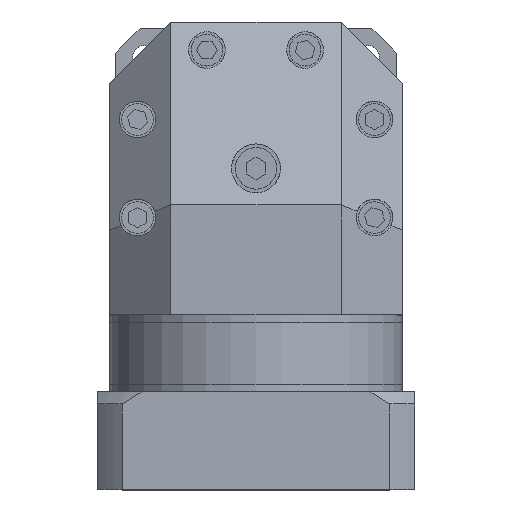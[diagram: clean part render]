
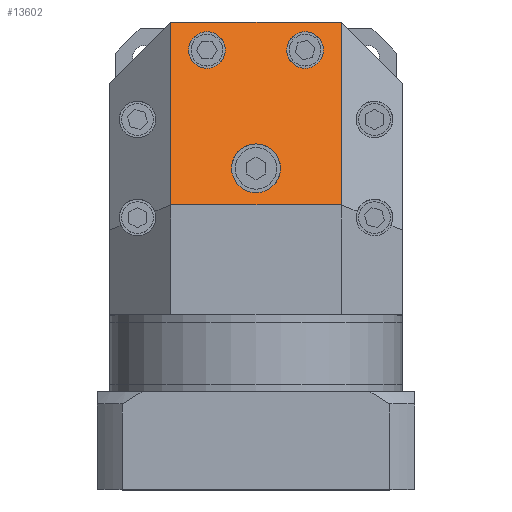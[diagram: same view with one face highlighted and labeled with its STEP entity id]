
A CAD part, top view. The second image highlights one B-rep face of the part: STEP entity #13602.
In plain terms, the highlighted planar face has unit normal (0, 0.707, 0.707).
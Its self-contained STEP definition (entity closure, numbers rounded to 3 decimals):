
#123 = LINE ( 'NONE', #1916, #8688 ) ;
#330 = CARTESIAN_POINT ( 'NONE',  ( -12.591, 33.504, 11.496 ) ) ;
#460 = VERTEX_POINT ( 'NONE', #8098 ) ;
#466 = CARTESIAN_POINT ( 'NONE',  ( 27.591, 63.504, -18.504 ) ) ;
#653 = ORIENTED_EDGE ( 'NONE', *, *, #12096, .F. ) ;
#681 = VERTEX_POINT ( 'NONE', #12347 ) ;
#749 = ORIENTED_EDGE ( 'NONE', *, *, #1381, .F. ) ;
#972 = DIRECTION ( 'NONE',  ( 0., -0.707, 0.707 ) ) ;
#1147 = CARTESIAN_POINT ( 'NONE',  ( -12.591, 48.504, -3.504 ) ) ;
#1172 = EDGE_CURVE ( 'NONE', #12858, #10292, #123, .T. ) ;
#1201 = VECTOR ( 'NONE', #2973, 1000. ) ;
#1226 = ORIENTED_EDGE ( 'NONE', *, *, #10015, .F. ) ;
#1252 = EDGE_LOOP ( 'NONE', ( #1226, #9733 ) ) ;
#1381 = EDGE_CURVE ( 'NONE', #7371, #681, #12920, .T. ) ;
#1617 = EDGE_CURVE ( 'NONE', #681, #7371, #7345, .T. ) ;
#1751 = FACE_OUTER_BOUND ( 'NONE', #13589, .T. ) ;
#1775 = ORIENTED_EDGE ( 'NONE', *, *, #12077, .F. ) ;
#1913 = LINE ( 'NONE', #8946, #13355 ) ;
#1916 = CARTESIAN_POINT ( 'NONE',  ( -35., -15., 60. ) ) ;
#2096 =( BOUNDED_CURVE ( )  B_SPLINE_CURVE ( 3, ( #4805, #3698, #330, #8133 ),
 .UNSPECIFIED., .F., .T. ) 
 B_SPLINE_CURVE_WITH_KNOTS ( ( 4, 4 ),
 ( 4.712, 7.854 ),
 .UNSPECIFIED. ) 
 CURVE ( )  GEOMETRIC_REPRESENTATION_ITEM ( )  RATIONAL_B_SPLINE_CURVE ( ( 1., 0.333, 0.333, 1. ) ) 
 REPRESENTATION_ITEM ( '' )  );
#2105 = FACE_BOUND ( 'NONE', #6423, .T. ) ;
#2227 = CARTESIAN_POINT ( 'NONE',  ( 12.591, 33.504, 11.496 ) ) ;
#2558 = CARTESIAN_POINT ( 'NONE',  ( -12.591, 48.504, -3.504 ) ) ;
#2627 =( BOUNDED_CURVE ( )  B_SPLINE_CURVE ( 3, ( #1147, #7815, #11142, #4534 ),
 .UNSPECIFIED., .F., .F. ) 
 B_SPLINE_CURVE_WITH_KNOTS ( ( 4, 4 ),
 ( 1.571, 4.712 ),
 .UNSPECIFIED. ) 
 CURVE ( )  GEOMETRIC_REPRESENTATION_ITEM ( )  RATIONAL_B_SPLINE_CURVE ( ( 1., 0.333, 0.333, 1. ) ) 
 REPRESENTATION_ITEM ( '' )  );
#2973 = DIRECTION ( 'NONE',  ( -1., 0., 0. ) ) ;
#3698 = CARTESIAN_POINT ( 'NONE',  ( -27.591, 33.504, 11.496 ) ) ;
#3873 = CARTESIAN_POINT ( 'NONE',  ( 12.591, 63.504, -18.504 ) ) ;
#3988 = CARTESIAN_POINT ( 'NONE',  ( -35., -15., 60. ) ) ;
#4008 = DIRECTION ( 'NONE',  ( -1., 0., 0. ) ) ;
#4183 = LINE ( 'NONE', #7534, #1201 ) ;
#4249 = CARTESIAN_POINT ( 'NONE',  ( 10., -20., 65. ) ) ;
#4481 = CARTESIAN_POINT ( 'NONE',  ( 27.591, 48.504, -3.504 ) ) ;
#4534 = CARTESIAN_POINT ( 'NONE',  ( -27.591, 48.504, -3.504 ) ) ;
#4805 = CARTESIAN_POINT ( 'NONE',  ( -27.591, 48.504, -3.504 ) ) ;
#4816 = CARTESIAN_POINT ( 'NONE',  ( -35., 60., -15. ) ) ;
#4902 = VECTOR ( 'NONE', #14384, 1000. ) ;
#4942 = CARTESIAN_POINT ( 'NONE',  ( -10., 0., 45. ) ) ;
#5108 = CARTESIAN_POINT ( 'NONE',  ( 35., -15., 60. ) ) ;
#5804 = FACE_BOUND ( 'NONE', #11888, .T. ) ;
#6294 = CARTESIAN_POINT ( 'NONE',  ( -27.591, 48.504, -3.504 ) ) ;
#6423 = EDGE_LOOP ( 'NONE', ( #11440, #749 ) ) ;
#6582 = ORIENTED_EDGE ( 'NONE', *, *, #7143, .T. ) ;
#6693 = CARTESIAN_POINT ( 'NONE',  ( -60., 60., -15. ) ) ;
#6788 = CARTESIAN_POINT ( 'NONE',  ( -10., 0., 45. ) ) ;
#7008 = ORIENTED_EDGE ( 'NONE', *, *, #14247, .F. ) ;
#7143 = EDGE_CURVE ( 'NONE', #12970, #14246, #1913, .T. ) ;
#7345 =( BOUNDED_CURVE ( )  B_SPLINE_CURVE ( 3, ( #7513, #12609, #8779, #4942 ),
 .UNSPECIFIED., .F., .T. ) 
 B_SPLINE_CURVE_WITH_KNOTS ( ( 4, 4 ),
 ( 1.571, 4.712 ),
 .UNSPECIFIED. ) 
 CURVE ( )  GEOMETRIC_REPRESENTATION_ITEM ( )  RATIONAL_B_SPLINE_CURVE ( ( 1., 0.333, 0.333, 1. ) ) 
 REPRESENTATION_ITEM ( '' )  );
#7371 = VERTEX_POINT ( 'NONE', #6788 ) ;
#7513 = CARTESIAN_POINT ( 'NONE',  ( 10., 0., 45. ) ) ;
#7534 = CARTESIAN_POINT ( 'NONE',  ( 0., -15., 60. ) ) ;
#7815 = CARTESIAN_POINT ( 'NONE',  ( -12.591, 63.504, -18.504 ) ) ;
#8098 = CARTESIAN_POINT ( 'NONE',  ( 12.591, 48.504, -3.504 ) ) ;
#8133 = CARTESIAN_POINT ( 'NONE',  ( -12.591, 48.504, -3.504 ) ) ;
#8274 = CARTESIAN_POINT ( 'NONE',  ( 27.591, 48.504, -3.504 ) ) ;
#8275 = CARTESIAN_POINT ( 'NONE',  ( -10., 0., 45. ) ) ;
#8413 = CARTESIAN_POINT ( 'NONE',  ( 0., -15., 60. ) ) ;
#8430 = CARTESIAN_POINT ( 'NONE',  ( -10., -20., 65. ) ) ;
#8688 = VECTOR ( 'NONE', #972, 1000. ) ;
#8731 = VERTEX_POINT ( 'NONE', #6294 ) ;
#8779 = CARTESIAN_POINT ( 'NONE',  ( -10., 20., 25. ) ) ;
#8791 =( BOUNDED_CURVE ( )  B_SPLINE_CURVE ( 3, ( #9998, #2227, #11079, #4481 ),
 .UNSPECIFIED., .F., .F. ) 
 B_SPLINE_CURVE_WITH_KNOTS ( ( 4, 4 ),
 ( 4.712, 7.854 ),
 .UNSPECIFIED. ) 
 CURVE ( )  GEOMETRIC_REPRESENTATION_ITEM ( )  RATIONAL_B_SPLINE_CURVE ( ( 1., 0.333, 0.333, 1. ) ) 
 REPRESENTATION_ITEM ( '' )  );
#8946 = CARTESIAN_POINT ( 'NONE',  ( 35., -15., 60. ) ) ;
#9476 =( BOUNDED_CURVE ( )  B_SPLINE_CURVE ( 3, ( #8274, #466, #3873, #11605 ),
 .UNSPECIFIED., .F., .F. ) 
 B_SPLINE_CURVE_WITH_KNOTS ( ( 4, 4 ),
 ( 1.571, 4.712 ),
 .UNSPECIFIED. ) 
 CURVE ( )  GEOMETRIC_REPRESENTATION_ITEM ( )  RATIONAL_B_SPLINE_CURVE ( ( 1., 0.333, 0.333, 1. ) ) 
 REPRESENTATION_ITEM ( '' )  );
#9519 = PLANE ( 'NONE',  #10848 ) ;
#9644 = EDGE_CURVE ( 'NONE', #12372, #460, #9476, .T. ) ;
#9733 = ORIENTED_EDGE ( 'NONE', *, *, #10695, .F. ) ;
#9998 = CARTESIAN_POINT ( 'NONE',  ( 12.591, 48.504, -3.504 ) ) ;
#10015 = EDGE_CURVE ( 'NONE', #10698, #8731, #2627, .T. ) ;
#10292 = VERTEX_POINT ( 'NONE', #3988 ) ;
#10596 = CARTESIAN_POINT ( 'NONE',  ( 27.591, 48.504, -3.504 ) ) ;
#10601 = FACE_BOUND ( 'NONE', #1252, .T. ) ;
#10627 = DIRECTION ( 'NONE',  ( 0., -0.707, -0.707 ) ) ;
#10695 = EDGE_CURVE ( 'NONE', #8731, #10698, #2096, .T. ) ;
#10698 = VERTEX_POINT ( 'NONE', #2558 ) ;
#10848 = AXIS2_PLACEMENT_3D ( 'NONE', #8413, #10627, #4008 ) ;
#11079 = CARTESIAN_POINT ( 'NONE',  ( 27.591, 33.504, 11.496 ) ) ;
#11142 = CARTESIAN_POINT ( 'NONE',  ( -27.591, 63.504, -18.504 ) ) ;
#11412 = ORIENTED_EDGE ( 'NONE', *, *, #1172, .T. ) ;
#11440 = ORIENTED_EDGE ( 'NONE', *, *, #1617, .F. ) ;
#11605 = CARTESIAN_POINT ( 'NONE',  ( 12.591, 48.504, -3.504 ) ) ;
#11689 = ORIENTED_EDGE ( 'NONE', *, *, #9644, .F. ) ;
#11845 = CARTESIAN_POINT ( 'NONE',  ( 10., 0., 45. ) ) ;
#11888 = EDGE_LOOP ( 'NONE', ( #11689, #653 ) ) ;
#12077 = EDGE_CURVE ( 'NONE', #12858, #14246, #13364, .T. ) ;
#12096 = EDGE_CURVE ( 'NONE', #460, #12372, #8791, .T. ) ;
#12347 = CARTESIAN_POINT ( 'NONE',  ( 10., 0., 45. ) ) ;
#12372 = VERTEX_POINT ( 'NONE', #10596 ) ;
#12609 = CARTESIAN_POINT ( 'NONE',  ( 10., 20., 25. ) ) ;
#12858 = VERTEX_POINT ( 'NONE', #4816 ) ;
#12920 =( BOUNDED_CURVE ( )  B_SPLINE_CURVE ( 3, ( #8275, #8430, #4249, #11845 ),
 .UNSPECIFIED., .F., .F. ) 
 B_SPLINE_CURVE_WITH_KNOTS ( ( 4, 4 ),
 ( 4.712, 7.854 ),
 .UNSPECIFIED. ) 
 CURVE ( )  GEOMETRIC_REPRESENTATION_ITEM ( )  RATIONAL_B_SPLINE_CURVE ( ( 1., 0.333, 0.333, 1. ) ) 
 REPRESENTATION_ITEM ( '' )  );
#12970 = VERTEX_POINT ( 'NONE', #5108 ) ;
#13355 = VECTOR ( 'NONE', #13360, 1000. ) ;
#13360 = DIRECTION ( 'NONE',  ( 0., 0.707, -0.707 ) ) ;
#13364 = LINE ( 'NONE', #6693, #4902 ) ;
#13589 = EDGE_LOOP ( 'NONE', ( #1775, #11412, #7008, #6582 ) ) ;
#13602 = ADVANCED_FACE ( 'NONE', ( #5804, #10601, #2105, #1751 ), #9519, .F. ) ;
#14140 = CARTESIAN_POINT ( 'NONE',  ( 35., 60., -15. ) ) ;
#14246 = VERTEX_POINT ( 'NONE', #14140 ) ;
#14247 = EDGE_CURVE ( 'NONE', #12970, #10292, #4183, .T. ) ;
#14384 = DIRECTION ( 'NONE',  ( 1., 0., 0. ) ) ;
